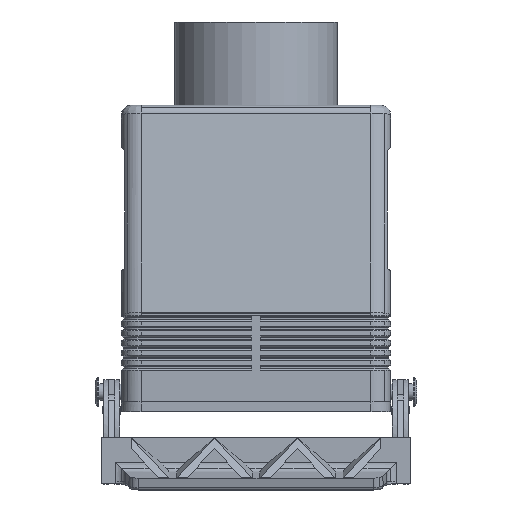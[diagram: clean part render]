
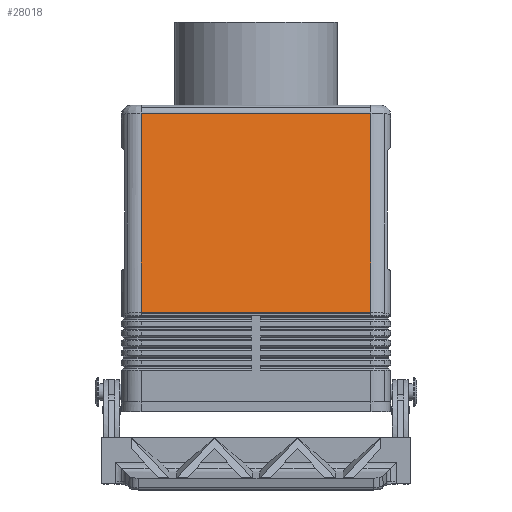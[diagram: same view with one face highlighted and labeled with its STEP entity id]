
A CAD part, left-side view. The second image highlights one B-rep face of the part: STEP entity #28018.
In plain terms, the highlighted planar face has unit normal (-0.986, 0, 0.166).
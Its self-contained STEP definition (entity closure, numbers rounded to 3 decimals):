
#3663=CARTESIAN_POINT('',(-46.667,-35.25,30.493));
#3664=VERTEX_POINT('',#3663);
#3672=CARTESIAN_POINT('',(-46.667,35.25,30.493));
#3673=VERTEX_POINT('',#3672);
#3674=CARTESIAN_POINT('',(-46.667,-35.25,30.493));
#3675=DIRECTION('',(0.0,1.0,0.0));
#3676=VECTOR('',#3675,70.5);
#3677=LINE('',#3674,#3676);
#3678=EDGE_CURVE('',#3664,#3673,#3677,.T.);
#17885=CARTESIAN_POINT('',(-36.42,-35.25,91.497));
#17886=VERTEX_POINT('',#17885);
#17894=CARTESIAN_POINT('',(-36.42,-35.25,91.497));
#17895=DIRECTION('',(-0.166,0.0,-0.986));
#17896=VECTOR('',#17895,61.858);
#17897=LINE('',#17894,#17896);
#17898=EDGE_CURVE('',#17886,#3664,#17897,.T.);
#26002=CARTESIAN_POINT('',(-36.42,35.25,91.497));
#26003=VERTEX_POINT('',#26002);
#26011=CARTESIAN_POINT('',(-36.42,35.25,91.497));
#26012=DIRECTION('',(0.0,-1.0,0.0));
#26013=VECTOR('',#26012,70.5);
#26014=LINE('',#26011,#26013);
#26015=EDGE_CURVE('',#26003,#17886,#26014,.T.);
#26406=CARTESIAN_POINT('',(-46.667,35.25,30.493));
#26407=DIRECTION('',(0.166,0.0,0.986));
#26408=VECTOR('',#26407,61.858);
#26409=LINE('',#26406,#26408);
#26410=EDGE_CURVE('',#3673,#26003,#26409,.T.);
#28007=CARTESIAN_POINT('',(-36.0,0.0,94.0));
#28008=DIRECTION('',(-0.986,0.0,0.166));
#28009=DIRECTION('',(0.166,0.0,0.986));
#28010=AXIS2_PLACEMENT_3D('',#28007,#28008,#28009);
#28011=PLANE('',#28010);
#28012=ORIENTED_EDGE('',*,*,#26015,.F.);
#28013=ORIENTED_EDGE('',*,*,#26410,.F.);
#28014=ORIENTED_EDGE('',*,*,#3678,.F.);
#28015=ORIENTED_EDGE('',*,*,#17898,.F.);
#28016=EDGE_LOOP('',(#28012,#28013,#28014,#28015));
#28017=FACE_OUTER_BOUND('',#28016,.T.);
#28018=ADVANCED_FACE('',(#28017),#28011,.T.);
